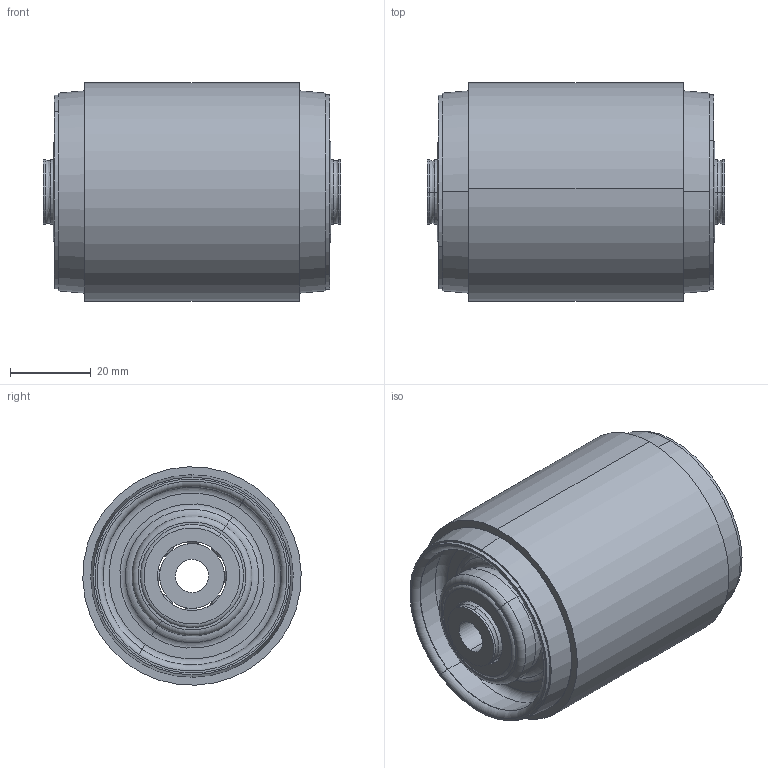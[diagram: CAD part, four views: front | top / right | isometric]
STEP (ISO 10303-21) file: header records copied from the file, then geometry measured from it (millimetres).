
FILE_DESCRIPTION (( 'STEP AP214' ), '1' );
FILE_NAME ('0022792.step', '2022-05-10T11:51:41', ( '' ), ( '' ), 'SwSTEP 2.0', 'SolidWorks 2020', '' );
FILE_SCHEMA (( 'AUTOMOTIVE_DESIGN' ));
Length unit declared in the file: millimetre
Products named in the file (1): 0022792
Bounding box: 73.5 x 53.97 x 53.97 mm (x, y, z)
Volume: 46872.6 mm3; surface area: 62535.4 mm2
Topology: 26 solids, 26 shells, 438 faces, 1140 edges, 672 vertices
Faces by surface type: bspline 132, plane 82, cylinder 76, torus 76, cone 72
Entity records: 21029 total; most frequent: CARTESIAN_POINT 6111, DIRECTION 2106, ORIENTED_EDGE 2088, EDGE_CURVE 1044, AXIS2_PLACEMENT_3D 1003, CIRCLE 696, VERTEX_POINT 672, EDGE_LOOP 472
